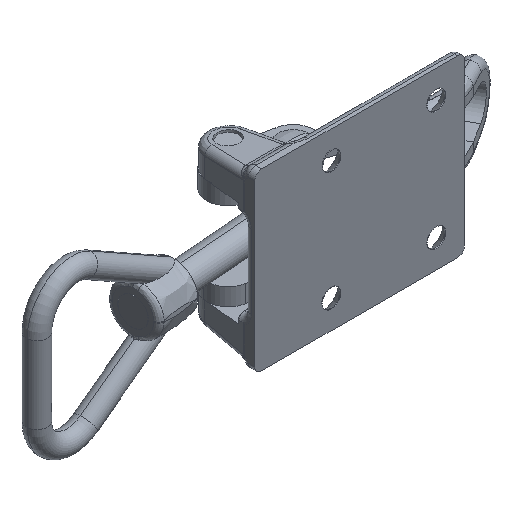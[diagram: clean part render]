
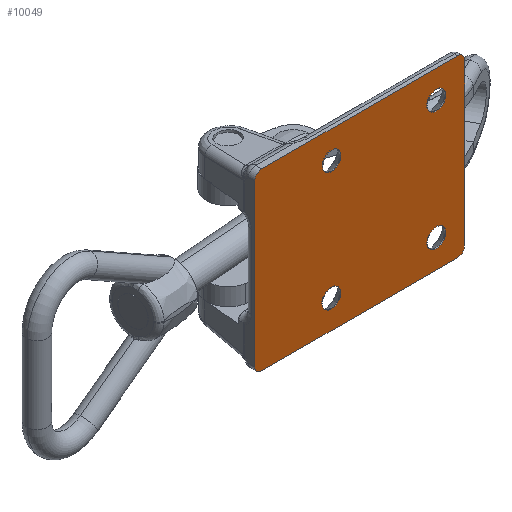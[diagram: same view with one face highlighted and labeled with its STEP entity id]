
A CAD part, isometric view. The second image highlights one B-rep face of the part: STEP entity #10049.
In plain terms, the highlighted planar face has unit normal (0, -1, 0).
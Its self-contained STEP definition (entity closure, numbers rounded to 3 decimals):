
#14 = CARTESIAN_POINT ( 'NONE',  ( -8., 0., -8. ) ) ;
#94 = CIRCLE ( 'NONE', #1609, 2. ) ;
#163 = ORIENTED_EDGE ( 'NONE', *, *, #10535, .T. ) ;
#185 = DIRECTION ( 'NONE',  ( 0., 0., 1. ) ) ;
#352 = AXIS2_PLACEMENT_3D ( 'NONE', #11162, #5545, #12096 ) ;
#377 = LINE ( 'NONE', #10009, #8141 ) ;
#509 = CARTESIAN_POINT ( 'NONE',  ( -8., 0., -42. ) ) ;
#520 = VERTEX_POINT ( 'NONE', #2750 ) ;
#583 = VERTEX_POINT ( 'NONE', #3818 ) ;
#631 = EDGE_CURVE ( 'NONE', #7096, #520, #4521, .T. ) ;
#716 = DIRECTION ( 'NONE',  ( 0., 0., 1. ) ) ;
#931 = CARTESIAN_POINT ( 'NONE',  ( -58., 0., -2. ) ) ;
#973 = DIRECTION ( 'NONE',  ( 0., 0., 1. ) ) ;
#1046 = AXIS2_PLACEMENT_3D ( 'NONE', #11450, #5815, #185 ) ;
#1166 = VERTEX_POINT ( 'NONE', #11035 ) ;
#1232 = ORIENTED_EDGE ( 'NONE', *, *, #5306, .T. ) ;
#1247 = AXIS2_PLACEMENT_3D ( 'NONE', #14, #6584, #973 ) ;
#1252 = CARTESIAN_POINT ( 'NONE',  ( -58., 0., 0. ) ) ;
#1298 = DIRECTION ( 'NONE',  ( 0., -1., 0. ) ) ;
#1328 = DIRECTION ( 'NONE',  ( 0., 1., 0. ) ) ;
#1364 = ORIENTED_EDGE ( 'NONE', *, *, #631, .T. ) ;
#1445 = VERTEX_POINT ( 'NONE', #8265 ) ;
#1463 = DIRECTION ( 'NONE',  ( 0., 0., 1. ) ) ;
#1533 = DIRECTION ( 'NONE',  ( 0., 0., -1. ) ) ;
#1609 = AXIS2_PLACEMENT_3D ( 'NONE', #931, #7475, #1864 ) ;
#1758 = EDGE_CURVE ( 'NONE', #583, #9832, #9028, .T. ) ;
#1794 = CIRCLE ( 'NONE', #2586, 2. ) ;
#1814 = AXIS2_PLACEMENT_3D ( 'NONE', #5175, #11750, #6118 ) ;
#1829 = EDGE_CURVE ( 'NONE', #10105, #3825, #5976, .T. ) ;
#1864 = DIRECTION ( 'NONE',  ( 0., 0., 1. ) ) ;
#2586 = AXIS2_PLACEMENT_3D ( 'NONE', #3737, #10297, #4690 ) ;
#2741 = DIRECTION ( 'NONE',  ( 0., 1., 0. ) ) ;
#2750 = CARTESIAN_POINT ( 'NONE',  ( -2., 0., 0. ) ) ;
#2817 = ORIENTED_EDGE ( 'NONE', *, *, #3003, .F. ) ;
#2840 = VERTEX_POINT ( 'NONE', #6659 ) ;
#2873 = EDGE_CURVE ( 'NONE', #3825, #10105, #3892, .T. ) ;
#3003 = EDGE_CURVE ( 'NONE', #8895, #520, #3009, .T. ) ;
#3009 = LINE ( 'NONE', #9615, #11397 ) ;
#3152 = VECTOR ( 'NONE', #1533, 1000. ) ;
#3232 = EDGE_LOOP ( 'NONE', ( #7825, #1232 ) ) ;
#3294 = AXIS2_PLACEMENT_3D ( 'NONE', #11949, #6331, #716 ) ;
#3477 = EDGE_LOOP ( 'NONE', ( #12073, #3715, #7729, #3935, #7692, #1364, #2817, #163 ) ) ;
#3670 = CARTESIAN_POINT ( 'NONE',  ( -60., 0., -2. ) ) ;
#3715 = ORIENTED_EDGE ( 'NONE', *, *, #6462, .T. ) ;
#3737 = CARTESIAN_POINT ( 'NONE',  ( -58., 0., -48. ) ) ;
#3752 = CARTESIAN_POINT ( 'NONE',  ( 0., 0., 0. ) ) ;
#3757 = VECTOR ( 'NONE', #7005, 1000. ) ;
#3818 = CARTESIAN_POINT ( 'NONE',  ( -2., 0., -50. ) ) ;
#3822 = CARTESIAN_POINT ( 'NONE',  ( -38., 0., -39.35 ) ) ;
#3825 = VERTEX_POINT ( 'NONE', #9407 ) ;
#3892 = CIRCLE ( 'NONE', #4656, 2.65 ) ;
#3935 = ORIENTED_EDGE ( 'NONE', *, *, #8163, .T. ) ;
#3943 = DIRECTION ( 'NONE',  ( 0., 1., 0. ) ) ;
#4015 = DIRECTION ( 'NONE',  ( 1., 0., 0. ) ) ;
#4230 = EDGE_CURVE ( 'NONE', #7096, #9901, #7845, .T. ) ;
#4278 = CIRCLE ( 'NONE', #1814, 2.65 ) ;
#4409 = DIRECTION ( 'NONE',  ( 0., 0., 1. ) ) ;
#4521 = CIRCLE ( 'NONE', #7527, 2. ) ;
#4643 = AXIS2_PLACEMENT_3D ( 'NONE', #8367, #2741, #9290 ) ;
#4656 = AXIS2_PLACEMENT_3D ( 'NONE', #9539, #3943, #10504 ) ;
#4675 = DIRECTION ( 'NONE',  ( 0., -1., 0. ) ) ;
#4690 = DIRECTION ( 'NONE',  ( 0., 0., 1. ) ) ;
#4959 = FACE_BOUND ( 'NONE', #8314, .T. ) ;
#5165 = ORIENTED_EDGE ( 'NONE', *, *, #7001, .T. ) ;
#5175 = CARTESIAN_POINT ( 'NONE',  ( -38., 0., -42. ) ) ;
#5306 = EDGE_CURVE ( 'NONE', #8958, #2840, #5772, .T. ) ;
#5509 = CARTESIAN_POINT ( 'NONE',  ( -58., 0., -50. ) ) ;
#5545 = DIRECTION ( 'NONE',  ( 0., 1., 0. ) ) ;
#5550 = DIRECTION ( 'NONE',  ( 0., 0., 1. ) ) ;
#5587 = EDGE_CURVE ( 'NONE', #2840, #8958, #9267, .T. ) ;
#5686 = CIRCLE ( 'NONE', #352, 2.65 ) ;
#5772 = CIRCLE ( 'NONE', #1247, 2.65 ) ;
#5815 = DIRECTION ( 'NONE',  ( 0., 1., 0. ) ) ;
#5830 = EDGE_CURVE ( 'NONE', #8964, #6191, #4278, .T. ) ;
#5976 = CIRCLE ( 'NONE', #10362, 2.65 ) ;
#6008 = CARTESIAN_POINT ( 'NONE',  ( 0., 0., 0. ) ) ;
#6038 = CIRCLE ( 'NONE', #4643, 2.65 ) ;
#6118 = DIRECTION ( 'NONE',  ( 0., 0., 1. ) ) ;
#6191 = VERTEX_POINT ( 'NONE', #3822 ) ;
#6331 = DIRECTION ( 'NONE',  ( 0., 1., 0. ) ) ;
#6462 = EDGE_CURVE ( 'NONE', #1445, #9832, #1794, .T. ) ;
#6584 = DIRECTION ( 'NONE',  ( 0., 1., 0. ) ) ;
#6644 = ORIENTED_EDGE ( 'NONE', *, *, #7458, .T. ) ;
#6659 = CARTESIAN_POINT ( 'NONE',  ( -8., 0., -5.35 ) ) ;
#6982 = CARTESIAN_POINT ( 'NONE',  ( -8., 0., -39.35 ) ) ;
#7001 = EDGE_CURVE ( 'NONE', #6191, #8964, #6038, .T. ) ;
#7005 = DIRECTION ( 'NONE',  ( -1., 0., 0. ) ) ;
#7084 = DIRECTION ( 'NONE',  ( 0., 1., 0. ) ) ;
#7096 = VERTEX_POINT ( 'NONE', #8593 ) ;
#7148 = FACE_OUTER_BOUND ( 'NONE', #3477, .T. ) ;
#7218 = ORIENTED_EDGE ( 'NONE', *, *, #10463, .T. ) ;
#7387 = CARTESIAN_POINT ( 'NONE',  ( -2., 0., -2. ) ) ;
#7458 = EDGE_CURVE ( 'NONE', #1166, #10416, #11466, .T. ) ;
#7475 = DIRECTION ( 'NONE',  ( 0., -1., 0. ) ) ;
#7527 = AXIS2_PLACEMENT_3D ( 'NONE', #7387, #1298, #5550 ) ;
#7587 = EDGE_LOOP ( 'NONE', ( #8956, #8517 ) ) ;
#7692 = ORIENTED_EDGE ( 'NONE', *, *, #4230, .F. ) ;
#7729 = ORIENTED_EDGE ( 'NONE', *, *, #1758, .F. ) ;
#7825 = ORIENTED_EDGE ( 'NONE', *, *, #5587, .T. ) ;
#7845 = LINE ( 'NONE', #3752, #3152 ) ;
#7888 = DIRECTION ( 'NONE',  ( 0., 0., 1. ) ) ;
#8141 = VECTOR ( 'NONE', #4409, 1000. ) ;
#8163 = EDGE_CURVE ( 'NONE', #583, #9901, #12014, .T. ) ;
#8238 = ORIENTED_EDGE ( 'NONE', *, *, #5830, .T. ) ;
#8265 = CARTESIAN_POINT ( 'NONE',  ( -60., 0., -48. ) ) ;
#8278 = CARTESIAN_POINT ( 'NONE',  ( -38., 0., -10.65 ) ) ;
#8314 = EDGE_LOOP ( 'NONE', ( #5165, #8238 ) ) ;
#8367 = CARTESIAN_POINT ( 'NONE',  ( -38., 0., -42. ) ) ;
#8517 = ORIENTED_EDGE ( 'NONE', *, *, #2873, .T. ) ;
#8593 = CARTESIAN_POINT ( 'NONE',  ( 0., 0., -2. ) ) ;
#8895 = VERTEX_POINT ( 'NONE', #1252 ) ;
#8956 = ORIENTED_EDGE ( 'NONE', *, *, #1829, .T. ) ;
#8958 = VERTEX_POINT ( 'NONE', #9893 ) ;
#8964 = VERTEX_POINT ( 'NONE', #11808 ) ;
#9028 = LINE ( 'NONE', #11685, #3757 ) ;
#9267 = CIRCLE ( 'NONE', #3294, 2.65 ) ;
#9290 = DIRECTION ( 'NONE',  ( 0., 0., 1. ) ) ;
#9407 = CARTESIAN_POINT ( 'NONE',  ( -8., 0., -44.65 ) ) ;
#9539 = CARTESIAN_POINT ( 'NONE',  ( -8., 0., -42. ) ) ;
#9615 = CARTESIAN_POINT ( 'NONE',  ( 0., 0., 0. ) ) ;
#9624 = FACE_BOUND ( 'NONE', #3232, .T. ) ;
#9772 = VERTEX_POINT ( 'NONE', #3670 ) ;
#9832 = VERTEX_POINT ( 'NONE', #5509 ) ;
#9893 = CARTESIAN_POINT ( 'NONE',  ( -8., 0., -10.65 ) ) ;
#9901 = VERTEX_POINT ( 'NONE', #10473 ) ;
#9907 = FACE_BOUND ( 'NONE', #7587, .T. ) ;
#10009 = CARTESIAN_POINT ( 'NONE',  ( -60., 0., 0. ) ) ;
#10049 = ADVANCED_FACE ( 'NONE', ( #9907, #4959, #12140, #9624, #7148 ), #11633, .F. ) ;
#10105 = VERTEX_POINT ( 'NONE', #6982 ) ;
#10233 = AXIS2_PLACEMENT_3D ( 'NONE', #6008, #1328, #7888 ) ;
#10279 = CARTESIAN_POINT ( 'NONE',  ( -2., 0., -48. ) ) ;
#10297 = DIRECTION ( 'NONE',  ( 0., -1., 0. ) ) ;
#10362 = AXIS2_PLACEMENT_3D ( 'NONE', #509, #7084, #1463 ) ;
#10416 = VERTEX_POINT ( 'NONE', #8278 ) ;
#10463 = EDGE_CURVE ( 'NONE', #10416, #1166, #5686, .T. ) ;
#10473 = CARTESIAN_POINT ( 'NONE',  ( 0., 0., -48. ) ) ;
#10504 = DIRECTION ( 'NONE',  ( 0., 0., 1. ) ) ;
#10535 = EDGE_CURVE ( 'NONE', #8895, #9772, #94, .T. ) ;
#10685 = EDGE_LOOP ( 'NONE', ( #6644, #7218 ) ) ;
#11035 = CARTESIAN_POINT ( 'NONE',  ( -38., 0., -5.35 ) ) ;
#11162 = CARTESIAN_POINT ( 'NONE',  ( -38., 0., -8. ) ) ;
#11248 = DIRECTION ( 'NONE',  ( 0., 0., 1. ) ) ;
#11266 = EDGE_CURVE ( 'NONE', #1445, #9772, #377, .T. ) ;
#11397 = VECTOR ( 'NONE', #4015, 1000. ) ;
#11450 = CARTESIAN_POINT ( 'NONE',  ( -38., 0., -8. ) ) ;
#11466 = CIRCLE ( 'NONE', #1046, 2.65 ) ;
#11633 = PLANE ( 'NONE',  #10233 ) ;
#11685 = CARTESIAN_POINT ( 'NONE',  ( 0., 0., -50. ) ) ;
#11750 = DIRECTION ( 'NONE',  ( 0., 1., 0. ) ) ;
#11808 = CARTESIAN_POINT ( 'NONE',  ( -38., 0., -44.65 ) ) ;
#11949 = CARTESIAN_POINT ( 'NONE',  ( -8., 0., -8. ) ) ;
#12014 = CIRCLE ( 'NONE', #12124, 2. ) ;
#12073 = ORIENTED_EDGE ( 'NONE', *, *, #11266, .F. ) ;
#12096 = DIRECTION ( 'NONE',  ( 0., 0., 1. ) ) ;
#12124 = AXIS2_PLACEMENT_3D ( 'NONE', #10279, #4675, #11248 ) ;
#12140 = FACE_BOUND ( 'NONE', #10685, .T. ) ;
